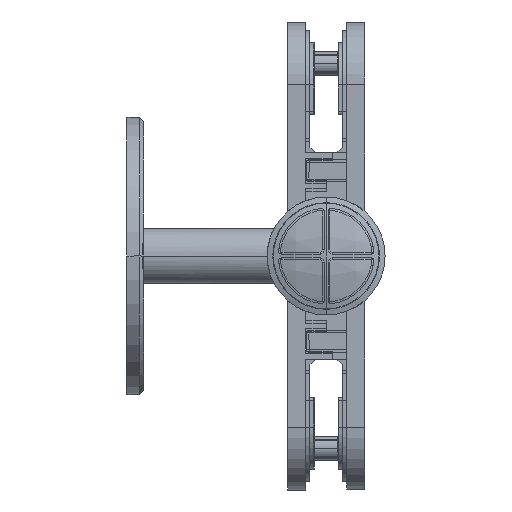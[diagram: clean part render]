
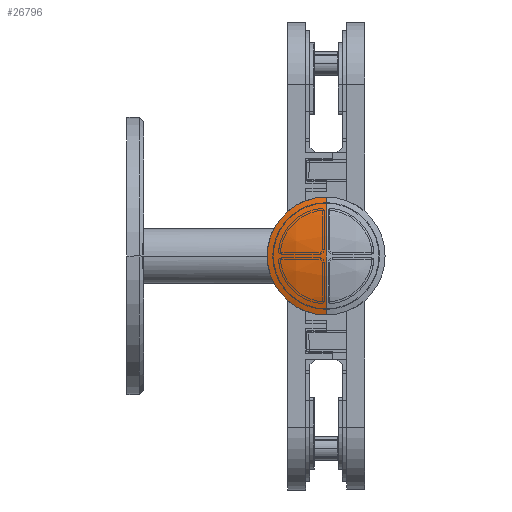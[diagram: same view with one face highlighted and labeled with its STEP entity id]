
A CAD part, front view. The second image highlights one B-rep face of the part: STEP entity #26796.
In plain terms, the highlighted spherical face has radius 58.18 mm.
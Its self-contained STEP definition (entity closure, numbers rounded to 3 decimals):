
#942 = DIRECTION ( 'NONE',  ( 0., 1., 0. ) ) ;
#1293 = VERTEX_POINT ( 'NONE', #29324 ) ;
#3792 = ORIENTED_EDGE ( 'NONE', *, *, #22778, .F. ) ;
#3969 = ORIENTED_EDGE ( 'NONE', *, *, #35048, .T. ) ;
#4412 = DIRECTION ( 'NONE',  ( 0., 0., 1. ) ) ;
#4433 = VERTEX_POINT ( 'NONE', #13366 ) ;
#5105 = CARTESIAN_POINT ( 'NONE',  ( 51.18, 0., 0. ) ) ;
#5306 = SPHERICAL_SURFACE ( 'NONE', #40874, 58.18 ) ;
#11117 = AXIS2_PLACEMENT_3D ( 'NONE', #41109, #31146, #25092 ) ;
#12650 = CARTESIAN_POINT ( 'NONE',  ( -3., 0., 21.2 ) ) ;
#12651 = DIRECTION ( 'NONE',  ( 0., 0., 1. ) ) ;
#13366 = CARTESIAN_POINT ( 'NONE',  ( -7., 0., 0. ) ) ;
#16837 = EDGE_LOOP ( 'NONE', ( #3969, #35597, #3792 ) ) ;
#18466 = FACE_OUTER_BOUND ( 'NONE', #16837, .T. ) ;
#18581 = AXIS2_PLACEMENT_3D ( 'NONE', #35529, #29055, #12651 ) ;
#22778 = EDGE_CURVE ( 'NONE', #38248, #4433, #37352, .T. ) ;
#25092 = DIRECTION ( 'NONE',  ( 0., 0., -1. ) ) ;
#26796 = ADVANCED_FACE ( 'NONE', ( #18466 ), #5306, .T. ) ;
#27259 = CARTESIAN_POINT ( 'NONE',  ( 51.18, 0., 0. ) ) ;
#27952 = DIRECTION ( 'NONE',  ( 0., 1., 0. ) ) ;
#29055 = DIRECTION ( 'NONE',  ( -1., 0., 0. ) ) ;
#29324 = CARTESIAN_POINT ( 'NONE',  ( -3., 0., -21.2 ) ) ;
#30689 = AXIS2_PLACEMENT_3D ( 'NONE', #27259, #942, #4412 ) ;
#31146 = DIRECTION ( 'NONE',  ( 0., -1., 0. ) ) ;
#35048 = EDGE_CURVE ( 'NONE', #38248, #1293, #39233, .T. ) ;
#35529 = CARTESIAN_POINT ( 'NONE',  ( -3., 0., 0. ) ) ;
#35597 = ORIENTED_EDGE ( 'NONE', *, *, #37719, .T. ) ;
#36912 = CIRCLE ( 'NONE', #30689, 58.18 ) ;
#37352 = CIRCLE ( 'NONE', #11117, 58.18 ) ;
#37719 = EDGE_CURVE ( 'NONE', #1293, #4433, #36912, .T. ) ;
#38083 = DIRECTION ( 'NONE',  ( 0., 0., 1. ) ) ;
#38248 = VERTEX_POINT ( 'NONE', #12650 ) ;
#39233 = CIRCLE ( 'NONE', #18581, 21.2 ) ;
#40874 = AXIS2_PLACEMENT_3D ( 'NONE', #5105, #27952, #38083 ) ;
#41109 = CARTESIAN_POINT ( 'NONE',  ( 51.18, 0., 0. ) ) ;
